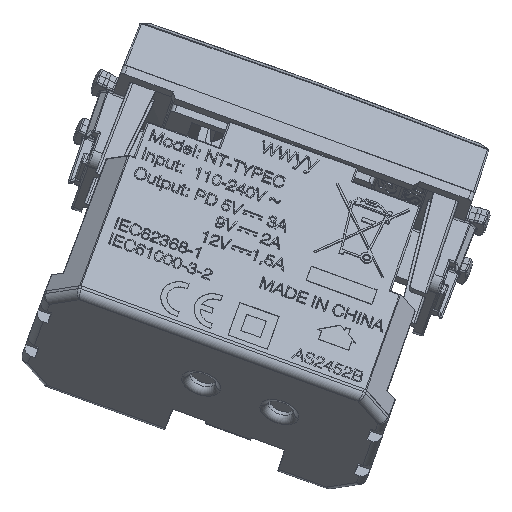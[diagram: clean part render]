
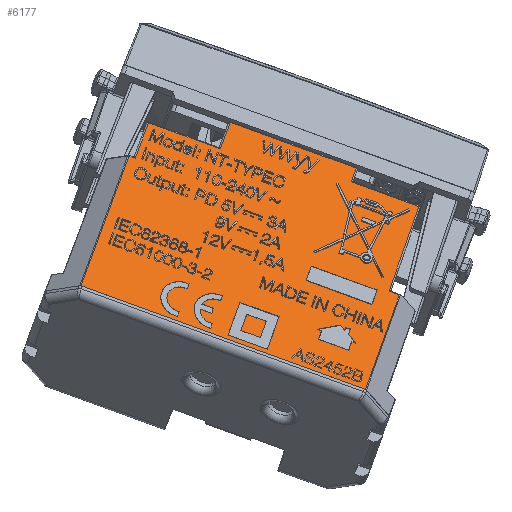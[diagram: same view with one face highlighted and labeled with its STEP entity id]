
A CAD part, left-side view. The second image highlights one B-rep face of the part: STEP entity #6177.
In plain terms, the highlighted face is planar.
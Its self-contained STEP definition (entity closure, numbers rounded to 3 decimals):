
#2589=CARTESIAN_POINT('Vertex',(8.037,10.742,9.998)) ;
#2636=CARTESIAN_POINT('Vertex',(-8.037,10.742,9.998)) ;
#2655=CARTESIAN_POINT('Line Origine',(0.,10.742,9.998)) ;
#2852=CARTESIAN_POINT('Line Origine',(8.139,10.844,21.689)) ;
#2856=CARTESIAN_POINT('Vertex',(8.056,10.76,12.098)) ;
#3549=CARTESIAN_POINT('Vertex',(-18.095,10.825,19.598)) ;
#3595=CARTESIAN_POINT('Line Origine',(0.,10.825,19.598)) ;
#3599=CARTESIAN_POINT('Vertex',(-17.302,10.825,19.598)) ;
#3652=CARTESIAN_POINT('Vertex',(-18.167,11.,39.6)) ;
#3655=CARTESIAN_POINT('Line Origine',(-18.113,10.87,24.7)) ;
#4304=CARTESIAN_POINT('Vertex',(18.115,10.873,25.098)) ;
#4322=CARTESIAN_POINT('Vertex',(16.802,10.873,25.098)) ;
#4325=CARTESIAN_POINT('Line Origine',(0.041,10.873,25.098)) ;
#4375=CARTESIAN_POINT('Vertex',(18.167,11.,39.6)) ;
#4378=CARTESIAN_POINT('Line Origine',(18.113,10.87,24.7)) ;
#5081=CARTESIAN_POINT('Line Origine',(-8.138,10.842,21.489)) ;
#5085=CARTESIAN_POINT('Vertex',(-8.073,10.777,14.098)) ;
#5504=CARTESIAN_POINT('Vertex',(16.688,10.76,12.098)) ;
#5542=CARTESIAN_POINT('Line Origine',(0.,10.76,12.098)) ;
#5665=CARTESIAN_POINT('Line Origine',(16.798,10.87,24.7)) ;
#5889=CARTESIAN_POINT('Line Origine',(0.,10.777,14.098)) ;
#5893=CARTESIAN_POINT('Vertex',(-17.254,10.777,14.098)) ;
#6149=CARTESIAN_POINT('Axis2P3D Location',(22.,11.,39.6)) ;
#6155=CARTESIAN_POINT('Control Point',(-17.302,10.825,19.598)) ;
#6156=CARTESIAN_POINT('Control Point',(-17.254,10.777,14.098)) ;
#6158=CARTESIAN_POINT('Line Origine',(0.,11.,39.6)) ;
#2656=DIRECTION('Vector Direction',(-1.,0.,0.)) ;
#2853=DIRECTION('Vector Direction',(-0.009,-0.009,-1.)) ;
#3596=DIRECTION('Vector Direction',(-1.,0.,0.)) ;
#3656=DIRECTION('Vector Direction',(0.004,-0.009,-1.)) ;
#4326=DIRECTION('Vector Direction',(-1.,0.,0.)) ;
#4379=DIRECTION('Vector Direction',(-0.004,-0.009,-1.)) ;
#5082=DIRECTION('Vector Direction',(0.009,-0.009,-1.)) ;
#5543=DIRECTION('Vector Direction',(-1.,0.,0.)) ;
#5666=DIRECTION('Vector Direction',(-0.009,-0.009,-1.)) ;
#5890=DIRECTION('Vector Direction',(-1.,0.,0.)) ;
#6150=DIRECTION('Axis2P3D Direction',(0.,1.,-0.009)) ;
#6151=DIRECTION('Axis2P3D XDirection',(-1.,0.,0.)) ;
#6159=DIRECTION('Vector Direction',(-1.,0.,0.)) ;
#6152=AXIS2_PLACEMENT_3D('Plane Axis2P3D',#6149,#6150,#6151) ;
#6164=ORIENTED_EDGE('',*,*,#6157,.T.) ;
#6165=ORIENTED_EDGE('',*,*,#3601,.F.) ;
#6166=ORIENTED_EDGE('',*,*,#3659,.T.) ;
#6167=ORIENTED_EDGE('',*,*,#6162,.F.) ;
#6168=ORIENTED_EDGE('',*,*,#4382,.F.) ;
#6169=ORIENTED_EDGE('',*,*,#4329,.F.) ;
#6170=ORIENTED_EDGE('',*,*,#5669,.F.) ;
#6171=ORIENTED_EDGE('',*,*,#5546,.T.) ;
#6172=ORIENTED_EDGE('',*,*,#2858,.F.) ;
#6173=ORIENTED_EDGE('',*,*,#2659,.F.) ;
#6174=ORIENTED_EDGE('',*,*,#5087,.F.) ;
#6175=ORIENTED_EDGE('',*,*,#5895,.T.) ;
#2657=VECTOR('Line Direction',#2656,1.) ;
#2854=VECTOR('Line Direction',#2853,1.) ;
#3597=VECTOR('Line Direction',#3596,1.) ;
#3657=VECTOR('Line Direction',#3656,1.) ;
#4327=VECTOR('Line Direction',#4326,1.) ;
#4380=VECTOR('Line Direction',#4379,1.) ;
#5083=VECTOR('Line Direction',#5082,1.) ;
#5544=VECTOR('Line Direction',#5543,1.) ;
#5667=VECTOR('Line Direction',#5666,1.) ;
#5891=VECTOR('Line Direction',#5890,1.) ;
#6160=VECTOR('Line Direction',#6159,1.) ;
#6177=ADVANCED_FACE('PartBody',(#6176),#6153,.T.) ;
#6154=B_SPLINE_CURVE_WITH_KNOTS('',1,(#6155,#6156),.UNSPECIFIED.,.F.,.U.,(2,2),(5.101,10.601),.UNSPECIFIED.) ;
#2659=EDGE_CURVE('',#2637,#2590,#2658,.F.) ;
#2858=EDGE_CURVE('',#2590,#2857,#2855,.F.) ;
#3601=EDGE_CURVE('',#3550,#3600,#3598,.F.) ;
#3659=EDGE_CURVE('',#3550,#3653,#3658,.F.) ;
#4329=EDGE_CURVE('',#4323,#4305,#4328,.F.) ;
#4382=EDGE_CURVE('',#4305,#4376,#4381,.F.) ;
#5087=EDGE_CURVE('',#5086,#2637,#5084,.T.) ;
#5546=EDGE_CURVE('',#5505,#2857,#5545,.T.) ;
#5669=EDGE_CURVE('',#5505,#4323,#5668,.F.) ;
#5895=EDGE_CURVE('',#5086,#5894,#5892,.T.) ;
#6157=EDGE_CURVE('',#5894,#3600,#6154,.F.) ;
#6162=EDGE_CURVE('',#4376,#3653,#6161,.T.) ;
#6163=EDGE_LOOP('',(#6164,#6165,#6166,#6167,#6168,#6169,#6170,#6171,#6172,#6173,#6174,#6175)) ;
#6176=FACE_OUTER_BOUND('',#6163,.T.) ;
#2658=LINE('Line',#2655,#2657) ;
#2855=LINE('Line',#2852,#2854) ;
#3598=LINE('Line',#3595,#3597) ;
#3658=LINE('Line',#3655,#3657) ;
#4328=LINE('Line',#4325,#4327) ;
#4381=LINE('Line',#4378,#4380) ;
#5084=LINE('Line',#5081,#5083) ;
#5545=LINE('Line',#5542,#5544) ;
#5668=LINE('Line',#5665,#5667) ;
#5892=LINE('Line',#5889,#5891) ;
#6161=LINE('Line',#6158,#6160) ;
#6153=PLANE('',#6152) ;
#2590=VERTEX_POINT('',#2589) ;
#2637=VERTEX_POINT('',#2636) ;
#2857=VERTEX_POINT('',#2856) ;
#3550=VERTEX_POINT('',#3549) ;
#3600=VERTEX_POINT('',#3599) ;
#3653=VERTEX_POINT('',#3652) ;
#4305=VERTEX_POINT('',#4304) ;
#4323=VERTEX_POINT('',#4322) ;
#4376=VERTEX_POINT('',#4375) ;
#5086=VERTEX_POINT('',#5085) ;
#5505=VERTEX_POINT('',#5504) ;
#5894=VERTEX_POINT('',#5893) ;
